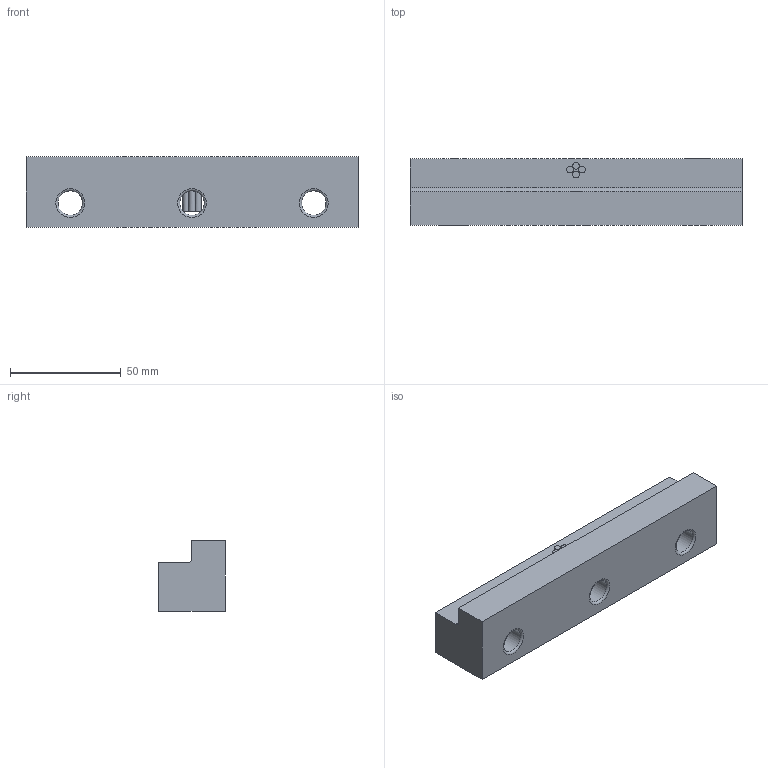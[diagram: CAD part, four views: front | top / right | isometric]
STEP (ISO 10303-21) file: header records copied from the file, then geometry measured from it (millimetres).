
FILE_DESCRIPTION( ( 'STEP AP203' ), ' ' );
FILE_NAME( 'LBG101.015003230.stp', '2016-03-11T13:34:53', ( '' ), ( '' ), ' ', 'PARTsolutions', ' ' );
FILE_SCHEMA( ( 'CONFIG_CONTROL_DESIGN' ) );
Length unit declared in the file: millimetre
Products named in the file (1): _LBG101.015003230
Bounding box: 150 x 30 x 32 mm (x, y, z)
Volume: 113310.1 mm3; surface area: 22925.5 mm2
Topology: 1 solids, 1 shells, 39 faces, 80 edges, 53 vertices
Faces by surface type: plane 20, cylinder 16, torus 3
Full cylindrical faces by diameter (mm): 2 x4, 3 x8, 11 x3
Entity records: 1185 total; most frequent: CARTESIAN_POINT 369, DIRECTION 163, ORIENTED_EDGE 116, EDGE_LOOP 77, AXIS2_PLACEMENT_3D 71, EDGE_CURVE 58, FACE_OUTER_BOUND 57, VERTEX_POINT 49
